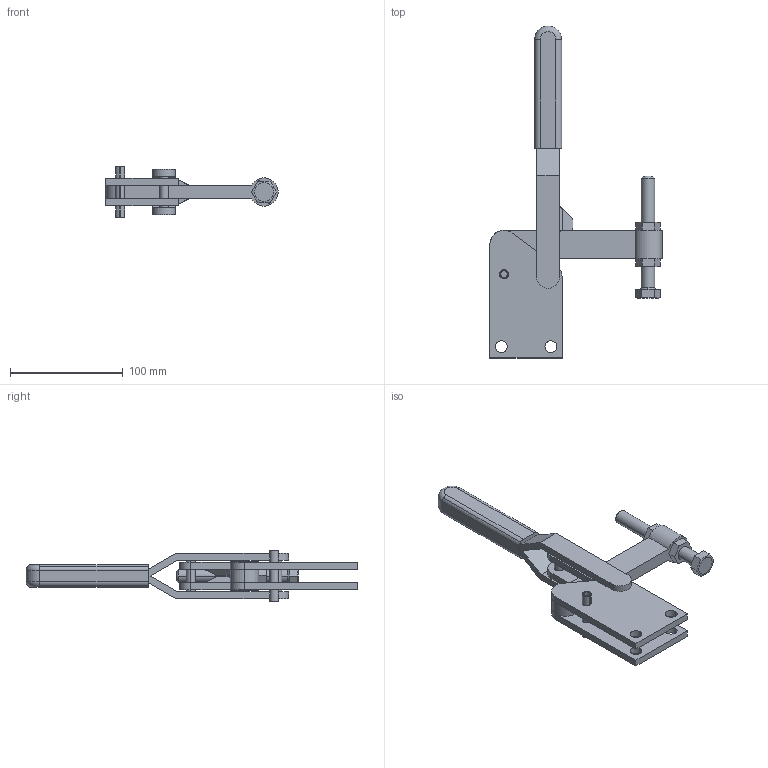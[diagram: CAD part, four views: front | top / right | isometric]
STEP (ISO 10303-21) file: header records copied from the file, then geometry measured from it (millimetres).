
FILE_DESCRIPTION((''),'2;1');
FILE_NAME('MG1S.stp','2006-07-11T15:56:48',('Matthew'),(''),'Autodesk Inventor 8','Autodesk Inventor 8','');
FILE_SCHEMA(('AUTOMOTIVE_DESIGN { 1 0 10303 214 1 1 1 1 }'));
Length unit declared in the file: millimetre
Products named in the file (6): MG1S; MG1S1; MG1S2; MG1S3; MG1S4; MG1S5
Assembly tree (5 placements, depth 2):
  MG1S
    MG1S1
    MG1S2
    MG1S3
    MG1S4
    MG1S5
Bounding box: 152.5 x 294 x 45 mm (x, y, z)
Volume: 239474.9 mm3; surface area: 82608.9 mm2
Topology: 5 solids, 5 shells, 189 faces, 503 edges, 334 vertices
Faces by surface type: cylinder 70, plane 64, bspline 49, torus 4, cone 2
Entity records: 6841 total; most frequent: CARTESIAN_POINT 1976, ORIENTED_EDGE 1006, DIRECTION 963, EDGE_CURVE 503, AXIS2_PLACEMENT_3D 345, VERTEX_POINT 334, VECTOR 273, LINE 273
